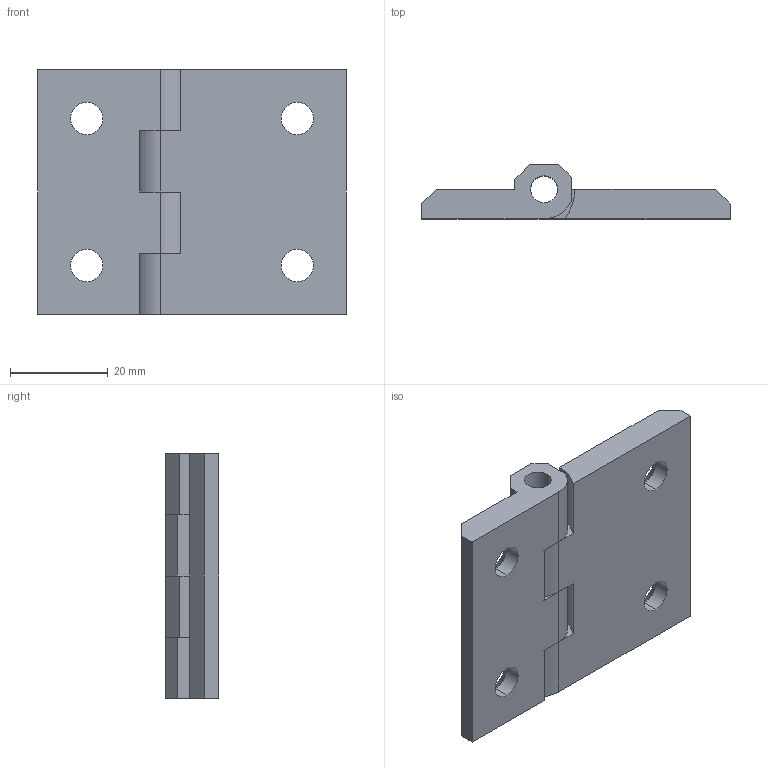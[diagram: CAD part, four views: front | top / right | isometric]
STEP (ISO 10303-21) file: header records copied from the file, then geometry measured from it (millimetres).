
FILE_DESCRIPTION (( 'STEP AP203' ), '1' );
FILE_NAME ('AB6-00.STEP', '2018-03-23T19:16:03', ( 'User2' ), ( '' ), 'SwSTEP 2.0', 'SolidWorks 2007', '' );
FILE_SCHEMA (( 'CONFIG_CONTROL_DESIGN' ));
Length unit declared in the file: millimetre
Products named in the file (3): AB6-00; KANYA AB6-00-1; KANYA AB6-00-2
Assembly tree (2 placements, depth 2):
  AB6-00
    KANYA AB6-00-2
    KANYA AB6-00-1
Bounding box: 63 x 11.02 x 50 mm (x, y, z)
Volume: 18216.4 mm3; surface area: 9905.2 mm2
Topology: 2 solids, 2 shells, 70 faces, 190 edges, 124 vertices
Faces by surface type: plane 38, cylinder 24, cone 8
Entity records: 2543 total; most frequent: DIRECTION 396, CARTESIAN_POINT 389, ORIENTED_EDGE 380, EDGE_CURVE 190, LINE 134, VECTOR 134, AXIS2_PLACEMENT_3D 131, VERTEX_POINT 124
